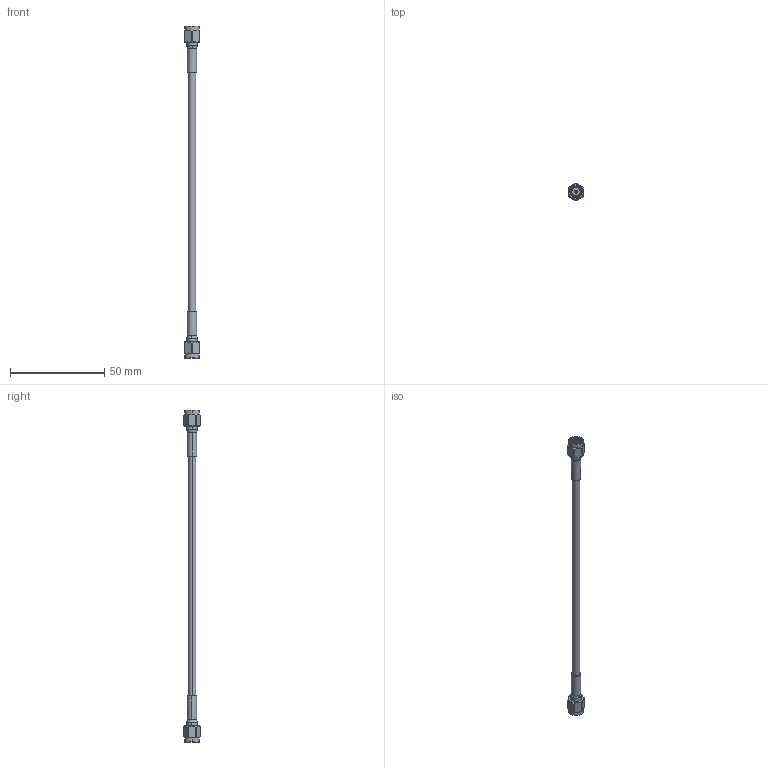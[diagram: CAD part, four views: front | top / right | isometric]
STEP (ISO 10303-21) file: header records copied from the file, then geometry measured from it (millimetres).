
FILE_DESCRIPTION (( 'STEP AP214' ), '1' );
FILE_NAME ('PE3C2886.step', '2021-11-18T19:26:30', ( '' ), ( '' ), 'SwSTEP 2.0', 'SolidWorks 2021', '' );
FILE_SCHEMA (( 'AUTOMOTIVE_DESIGN' ));
Length unit declared in the file: inch
Products named in the file (3): PE3C2886; PE-SR402FL^PE3C2886_PE-SR402FLJ; PE4112^PE3C2886_Heat Shrink
Assembly tree (3 placements, depth 2):
  PE3C2886
    PE-SR402FL^PE3C2886_PE-SR402FLJ
    PE4112^PE3C2886_Heat Shrink  x2
Bounding box: 8 x 9.02 x 175.97 mm (x, y, z)
Volume: 2991.4 mm3; surface area: 3253.8 mm2
Topology: 5 solids, 5 shells, 170 faces, 394 edges, 242 vertices
Faces by surface type: cylinder 74, cone 46, plane 32, bspline 10, torus 8
Entity records: 4051 total; most frequent: CARTESIAN_POINT 1900, DIRECTION 399, ORIENTED_EDGE 396, EDGE_CURVE 198, AXIS2_PLACEMENT_3D 170, VERTEX_POINT 123, EDGE_LOOP 95, ADVANCED_FACE 87
